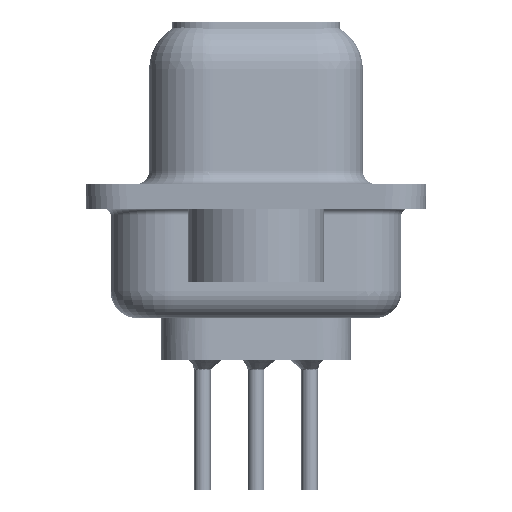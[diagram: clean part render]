
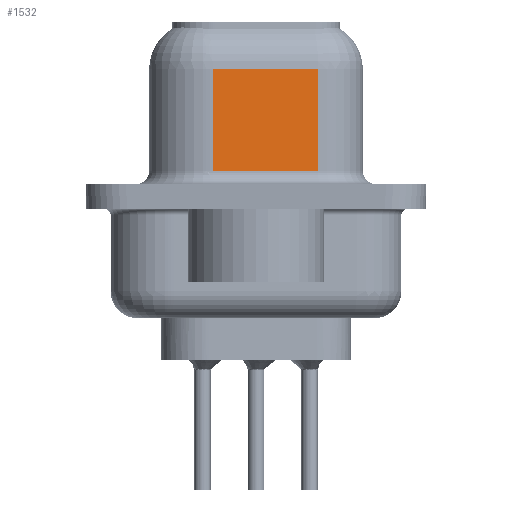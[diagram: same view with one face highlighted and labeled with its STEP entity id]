
A CAD part, left-side view. The second image highlights one B-rep face of the part: STEP entity #1532.
In plain terms, the highlighted planar face has unit normal (-0.985, -0.174, 0).
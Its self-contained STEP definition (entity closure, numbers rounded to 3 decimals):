
#1532 = ADVANCED_FACE ( 'NONE', ( #41040 ), #44899, .F. ) ;
#3370 = ORIENTED_EDGE ( 'NONE', *, *, #16901, .F. ) ;
#4424 = EDGE_LOOP ( 'NONE', ( #3370, #42725, #13700, #43269 ) ) ;
#5037 = EDGE_CURVE ( 'NONE', #21092, #20144, #6746, .T. ) ;
#5460 = CARTESIAN_POINT ( 'NONE',  ( 5.068, -2.297, 4.7 ) ) ;
#6746 = LINE ( 'NONE', #14613, #13079 ) ;
#9579 = LINE ( 'NONE', #35764, #41983 ) ;
#10224 = CARTESIAN_POINT ( 'NONE',  ( 4.38, 1.603, 0.95 ) ) ;
#10865 = DIRECTION ( 'NONE',  ( 0., 0., -1. ) ) ;
#11751 = DIRECTION ( 'NONE',  ( -0.174, 0.985, 0. ) ) ;
#12198 = VECTOR ( 'NONE', #13256, 1000. ) ;
#13079 = VECTOR ( 'NONE', #21307, 1000. ) ;
#13256 = DIRECTION ( 'NONE',  ( 0.174, -0.985, 0. ) ) ;
#13700 = ORIENTED_EDGE ( 'NONE', *, *, #46803, .T. ) ;
#14613 = CARTESIAN_POINT ( 'NONE',  ( 5.068, -2.297, 4.7 ) ) ;
#15835 = CARTESIAN_POINT ( 'NONE',  ( 4.38, 1.603, 4.7 ) ) ;
#16106 = VECTOR ( 'NONE', #10865, 1000. ) ;
#16901 = EDGE_CURVE ( 'NONE', #21092, #44981, #9579, .T. ) ;
#18469 = AXIS2_PLACEMENT_3D ( 'NONE', #23180, #33650, #11751 ) ;
#20144 = VERTEX_POINT ( 'NONE', #15835 ) ;
#21092 = VERTEX_POINT ( 'NONE', #5460 ) ;
#21307 = DIRECTION ( 'NONE',  ( -0.174, 0.985, 0. ) ) ;
#21346 = LINE ( 'NONE', #29435, #16106 ) ;
#23180 = CARTESIAN_POINT ( 'NONE',  ( 5.068, -2.297, 6.45 ) ) ;
#29435 = CARTESIAN_POINT ( 'NONE',  ( 4.38, 1.603, 6.45 ) ) ;
#32502 = EDGE_CURVE ( 'NONE', #44956, #44981, #41865, .T. ) ;
#33650 = DIRECTION ( 'NONE',  ( 0.985, 0.174, 0. ) ) ;
#35764 = CARTESIAN_POINT ( 'NONE',  ( 5.068, -2.297, 6.45 ) ) ;
#38762 = CARTESIAN_POINT ( 'NONE',  ( 5.068, -2.297, 0.95 ) ) ;
#41040 = FACE_OUTER_BOUND ( 'NONE', #4424, .T. ) ;
#41865 = LINE ( 'NONE', #38762, #12198 ) ;
#41983 = VECTOR ( 'NONE', #42939, 1000. ) ;
#42725 = ORIENTED_EDGE ( 'NONE', *, *, #5037, .T. ) ;
#42939 = DIRECTION ( 'NONE',  ( 0., 0., -1. ) ) ;
#43269 = ORIENTED_EDGE ( 'NONE', *, *, #32502, .T. ) ;
#44899 = PLANE ( 'NONE',  #18469 ) ;
#44956 = VERTEX_POINT ( 'NONE', #10224 ) ;
#44981 = VERTEX_POINT ( 'NONE', #46235 ) ;
#46235 = CARTESIAN_POINT ( 'NONE',  ( 5.068, -2.297, 0.95 ) ) ;
#46803 = EDGE_CURVE ( 'NONE', #20144, #44956, #21346, .T. ) ;
